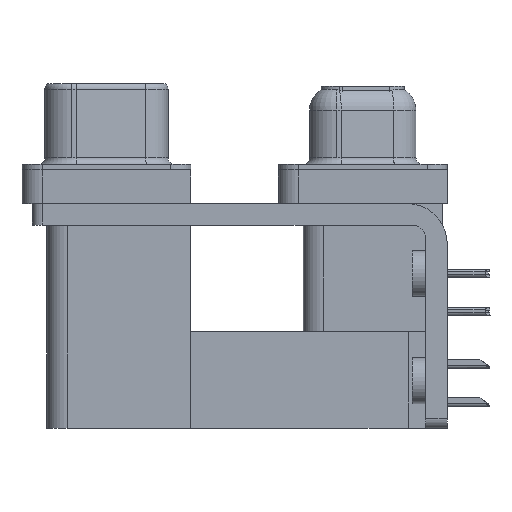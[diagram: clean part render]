
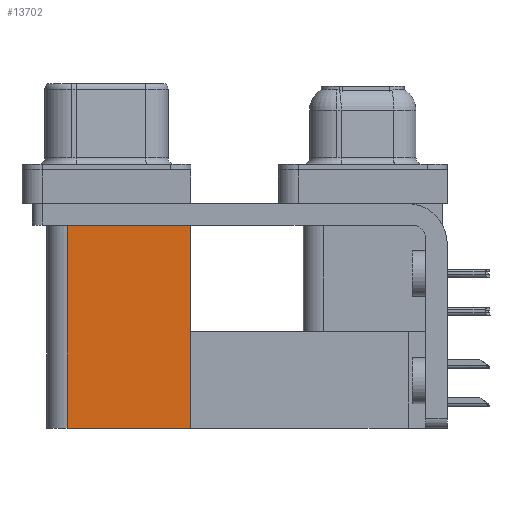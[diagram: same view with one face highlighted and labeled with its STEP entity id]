
A CAD part, left-side view. The second image highlights one B-rep face of the part: STEP entity #13702.
In plain terms, the highlighted planar face has unit normal (-1, 0, 0).
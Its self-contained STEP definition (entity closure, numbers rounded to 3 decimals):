
#242 = ORIENTED_EDGE ( 'NONE', *, *, #1498, .T. ) ;
#1498 = EDGE_CURVE ( 'NONE', #19686, #2783, #32262, .T. ) ;
#2783 = VERTEX_POINT ( 'NONE', #9098 ) ;
#4498 = FACE_OUTER_BOUND ( 'NONE', #8126, .T. ) ;
#5942 = DIRECTION ( 'NONE',  ( 0., 0., 1. ) ) ;
#6388 = CARTESIAN_POINT ( 'NONE',  ( 3.765, 12.775, -19.2 ) ) ;
#6741 = VECTOR ( 'NONE', #39563, 1000. ) ;
#8126 = EDGE_LOOP ( 'NONE', ( #242, #17781, #45364, #28071 ) ) ;
#8668 = LINE ( 'NONE', #36913, #17238 ) ;
#9098 = CARTESIAN_POINT ( 'NONE',  ( 3.765, 21.975, -2.5 ) ) ;
#13702 = ADVANCED_FACE ( 'NONE', ( #4498 ), #28975, .F. ) ;
#14000 = CARTESIAN_POINT ( 'NONE',  ( 3.765, 12.775, -19.2 ) ) ;
#15386 = VERTEX_POINT ( 'NONE', #37153 ) ;
#16512 = VECTOR ( 'NONE', #5942, 1000. ) ;
#17238 = VECTOR ( 'NONE', #23260, 1000. ) ;
#17539 = CARTESIAN_POINT ( 'NONE',  ( 3.765, 12.775, -2.5 ) ) ;
#17781 = ORIENTED_EDGE ( 'NONE', *, *, #28300, .F. ) ;
#19686 = VERTEX_POINT ( 'NONE', #17539 ) ;
#23260 = DIRECTION ( 'NONE',  ( 0., 0., 1. ) ) ;
#24031 = EDGE_CURVE ( 'NONE', #38169, #19686, #45707, .T. ) ;
#25202 = EDGE_CURVE ( 'NONE', #38169, #15386, #29703, .T. ) ;
#25672 = DIRECTION ( 'NONE',  ( 1., 0., 0. ) ) ;
#26374 = DIRECTION ( 'NONE',  ( 0., 0., -1. ) ) ;
#28071 = ORIENTED_EDGE ( 'NONE', *, *, #24031, .T. ) ;
#28300 = EDGE_CURVE ( 'NONE', #15386, #2783, #8668, .T. ) ;
#28975 = PLANE ( 'NONE',  #35614 ) ;
#29703 = LINE ( 'NONE', #44077, #42347 ) ;
#31805 = CARTESIAN_POINT ( 'NONE',  ( 3.765, 12.775, -2.5 ) ) ;
#32262 = LINE ( 'NONE', #31805, #6741 ) ;
#35452 = DIRECTION ( 'NONE',  ( 0., 1., 0. ) ) ;
#35614 = AXIS2_PLACEMENT_3D ( 'NONE', #43809, #25672, #26374 ) ;
#36913 = CARTESIAN_POINT ( 'NONE',  ( 3.765, 21.975, -19.2 ) ) ;
#37153 = CARTESIAN_POINT ( 'NONE',  ( 3.765, 21.975, -19.2 ) ) ;
#38169 = VERTEX_POINT ( 'NONE', #14000 ) ;
#39563 = DIRECTION ( 'NONE',  ( 0., 1., 0. ) ) ;
#42347 = VECTOR ( 'NONE', #35452, 1000. ) ;
#43809 = CARTESIAN_POINT ( 'NONE',  ( 3.765, 12.775, -19.2 ) ) ;
#44077 = CARTESIAN_POINT ( 'NONE',  ( 3.765, 12.775, -19.2 ) ) ;
#45364 = ORIENTED_EDGE ( 'NONE', *, *, #25202, .F. ) ;
#45707 = LINE ( 'NONE', #6388, #16512 ) ;
